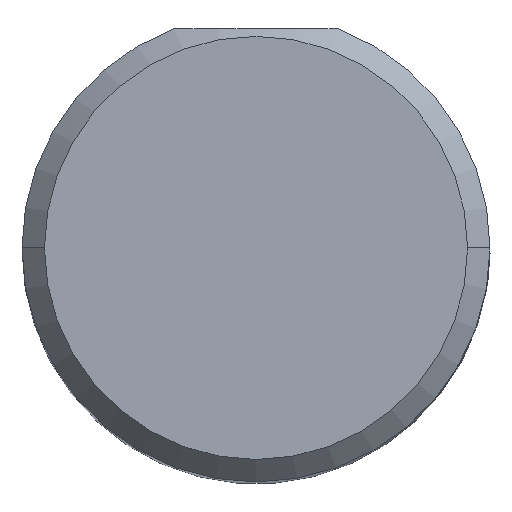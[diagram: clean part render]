
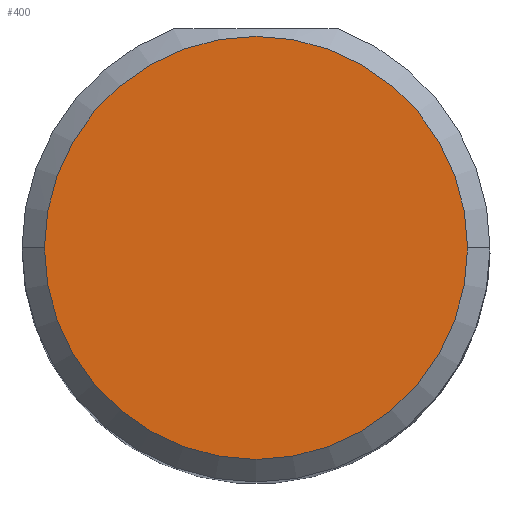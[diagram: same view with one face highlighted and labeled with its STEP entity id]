
A CAD part, top view. The second image highlights one B-rep face of the part: STEP entity #400.
In plain terms, the highlighted planar face has unit normal (0, 0, 1).
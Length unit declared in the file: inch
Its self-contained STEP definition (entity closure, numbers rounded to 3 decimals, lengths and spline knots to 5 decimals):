
#73 = AXIS2_PLACEMENT_3D ( 'NONE', #346, #317, #301 ) ;
#129 = DIRECTION ( 'NONE',  ( 0., 0., 1. ) ) ;
#158 = DIRECTION ( 'NONE',  ( 1., 0., 0. ) ) ;
#182 = CIRCLE ( 'NONE', #357, 0.14125 ) ;
#201 = CARTESIAN_POINT ( 'NONE',  ( -0.14125, 0., 2.5 ) ) ;
#206 = EDGE_CURVE ( 'NONE', #340, #268, #285, .T. ) ;
#214 = ORIENTED_EDGE ( 'NONE', *, *, #206, .T. ) ;
#223 = EDGE_CURVE ( 'NONE', #268, #340, #182, .T. ) ;
#247 = AXIS2_PLACEMENT_3D ( 'NONE', #434, #129, #303 ) ;
#268 = VERTEX_POINT ( 'NONE', #201 ) ;
#285 = CIRCLE ( 'NONE', #73, 0.14125 ) ;
#301 = DIRECTION ( 'NONE',  ( 1., 0., 0. ) ) ;
#303 = DIRECTION ( 'NONE',  ( 1., 0., 0. ) ) ;
#307 = CARTESIAN_POINT ( 'NONE',  ( 0.14125, 0., 2.5 ) ) ;
#317 = DIRECTION ( 'NONE',  ( 0., 0., 1. ) ) ;
#339 = FACE_OUTER_BOUND ( 'NONE', #343, .T. ) ;
#340 = VERTEX_POINT ( 'NONE', #307 ) ;
#343 = EDGE_LOOP ( 'NONE', ( #460, #214 ) ) ;
#346 = CARTESIAN_POINT ( 'NONE',  ( 0., 0., 2.5 ) ) ;
#357 = AXIS2_PLACEMENT_3D ( 'NONE', #544, #489, #158 ) ;
#400 = ADVANCED_FACE ( 'NONE', ( #339 ), #418, .T. ) ;
#418 = PLANE ( 'NONE',  #247 ) ;
#434 = CARTESIAN_POINT ( 'NONE',  ( 0., 0., 2.5 ) ) ;
#460 = ORIENTED_EDGE ( 'NONE', *, *, #223, .T. ) ;
#489 = DIRECTION ( 'NONE',  ( 0., 0., 1. ) ) ;
#544 = CARTESIAN_POINT ( 'NONE',  ( 0., 0., 2.5 ) ) ;
